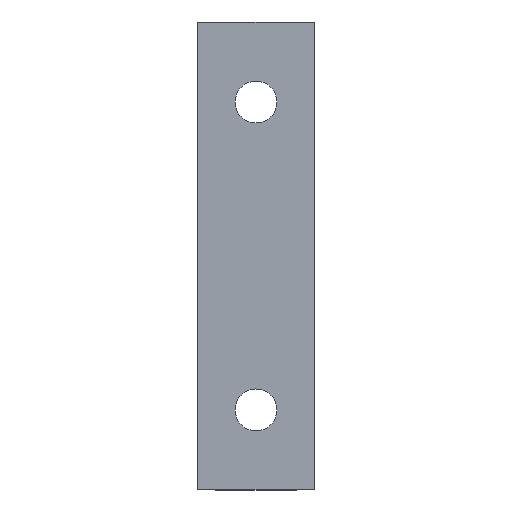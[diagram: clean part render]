
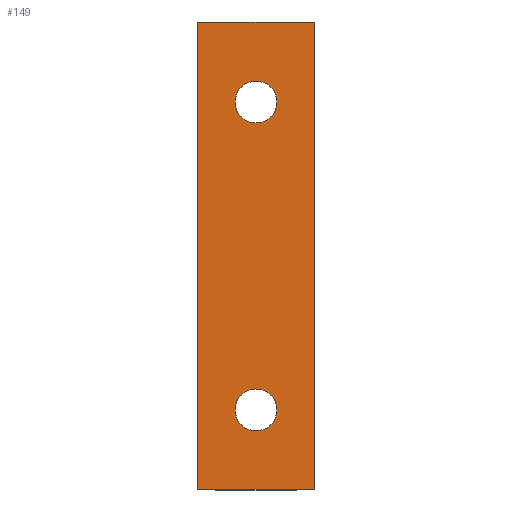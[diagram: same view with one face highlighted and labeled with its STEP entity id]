
A CAD part, top view. The second image highlights one B-rep face of the part: STEP entity #149.
In plain terms, the highlighted planar face has unit normal (0, 0, 1).
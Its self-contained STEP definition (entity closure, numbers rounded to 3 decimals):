
#17=FACE_BOUND('',#40,.T.);
#18=FACE_BOUND('',#41,.T.);
#21=PLANE('',#175);
#29=FACE_OUTER_BOUND('',#39,.T.);
#39=EDGE_LOOP('',(#125,#126,#127,#128));
#40=EDGE_LOOP('',(#129));
#41=EDGE_LOOP('',(#130));
#53=LINE('',#246,#67);
#54=LINE('',#249,#68);
#55=LINE('',#251,#69);
#56=LINE('',#252,#70);
#67=VECTOR('',#205,10.);
#68=VECTOR('',#208,10.);
#69=VECTOR('',#209,10.);
#70=VECTOR('',#210,10.);
#73=CIRCLE('',#168,1.7);
#75=CIRCLE('',#171,1.7);
#77=VERTEX_POINT('',#221);
#79=VERTEX_POINT('',#227);
#85=VERTEX_POINT('',#242);
#86=VERTEX_POINT('',#244);
#87=VERTEX_POINT('',#248);
#88=VERTEX_POINT('',#250);
#89=EDGE_CURVE('',#77,#77,#73,.T.);
#92=EDGE_CURVE('',#79,#79,#75,.T.);
#101=EDGE_CURVE('',#85,#86,#53,.T.);
#102=EDGE_CURVE('',#87,#85,#54,.T.);
#103=EDGE_CURVE('',#88,#86,#55,.T.);
#104=EDGE_CURVE('',#87,#88,#56,.T.);
#125=ORIENTED_EDGE('',*,*,#102,.T.);
#126=ORIENTED_EDGE('',*,*,#101,.T.);
#127=ORIENTED_EDGE('',*,*,#103,.F.);
#128=ORIENTED_EDGE('',*,*,#104,.F.);
#129=ORIENTED_EDGE('',*,*,#89,.T.);
#130=ORIENTED_EDGE('',*,*,#92,.T.);
#149=ADVANCED_FACE('',(#29,#17,#18),#21,.T.);
#168=AXIS2_PLACEMENT_3D('',#222,#183,#184);
#171=AXIS2_PLACEMENT_3D('',#228,#190,#191);
#175=AXIS2_PLACEMENT_3D('',#247,#206,#207);
#183=DIRECTION('center_axis',(0.,0.,-1.));
#184=DIRECTION('ref_axis',(1.,0.,0.));
#190=DIRECTION('center_axis',(0.,0.,-1.));
#191=DIRECTION('ref_axis',(1.,0.,0.));
#205=DIRECTION('',(0.,1.,0.));
#206=DIRECTION('center_axis',(0.,0.,1.));
#207=DIRECTION('ref_axis',(1.,0.,0.));
#208=DIRECTION('',(1.,0.,0.));
#209=DIRECTION('',(1.,0.,0.));
#210=DIRECTION('',(0.,1.,0.));
#221=CARTESIAN_POINT('',(-1.7,31.5,1.5));
#222=CARTESIAN_POINT('Origin',(0.,31.5,1.5));
#227=CARTESIAN_POINT('',(-1.7,6.5,1.5));
#228=CARTESIAN_POINT('Origin',(0.,6.5,1.5));
#242=CARTESIAN_POINT('',(4.75,0.,1.5));
#244=CARTESIAN_POINT('',(4.75,38.,1.5));
#246=CARTESIAN_POINT('',(4.75,0.,1.5));
#247=CARTESIAN_POINT('Origin',(-4.75,0.,1.5));
#248=CARTESIAN_POINT('',(-4.75,0.,1.5));
#249=CARTESIAN_POINT('',(-4.75,0.,1.5));
#250=CARTESIAN_POINT('',(-4.75,38.,1.5));
#251=CARTESIAN_POINT('',(-4.75,38.,1.5));
#252=CARTESIAN_POINT('',(-4.75,0.,1.5));
